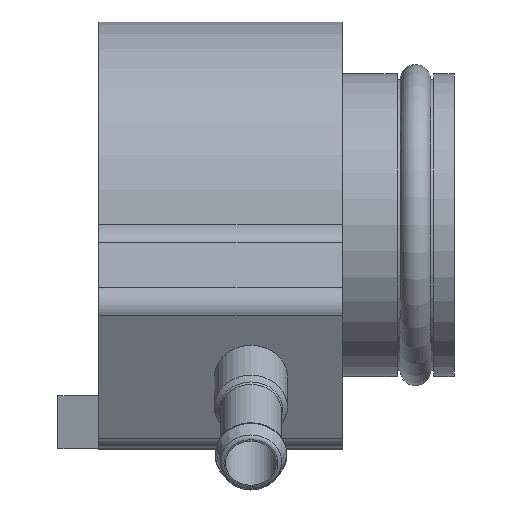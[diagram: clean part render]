
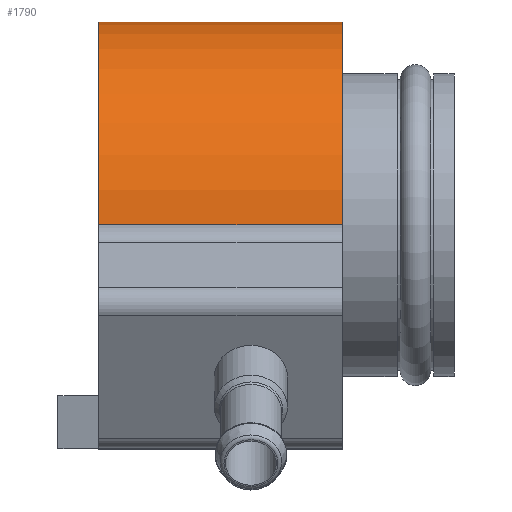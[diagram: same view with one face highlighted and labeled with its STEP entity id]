
A CAD part, top view. The second image highlights one B-rep face of the part: STEP entity #1790.
In plain terms, the highlighted cylindrical face has radius 10 mm (diameter 20 mm), a partial arc.
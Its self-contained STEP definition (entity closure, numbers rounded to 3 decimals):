
#120=LINE('',#2612,#218);
#121=LINE('',#2614,#219);
#218=VECTOR('',#2190,1000.);
#219=VECTOR('',#2193,1000.);
#481=ORIENTED_EDGE('',*,*,#627,.F.);
#482=ORIENTED_EDGE('',*,*,#709,.F.);
#483=ORIENTED_EDGE('',*,*,#663,.T.);
#484=ORIENTED_EDGE('',*,*,#710,.T.);
#627=EDGE_CURVE('',#786,#787,#881,.T.);
#663=EDGE_CURVE('',#820,#819,#893,.T.);
#709=EDGE_CURVE('',#820,#786,#120,.T.);
#710=EDGE_CURVE('',#819,#787,#121,.T.);
#786=VERTEX_POINT('',#2449);
#787=VERTEX_POINT('',#2451);
#819=VERTEX_POINT('',#2519);
#820=VERTEX_POINT('',#2521);
#881=CIRCLE('',#1852,10.);
#893=CIRCLE('',#1865,10.);
#973=EDGE_LOOP('',(#481,#482,#483,#484));
#1095=FACE_BOUND('',#973,.T.);
#1187=CYLINDRICAL_SURFACE('',#1902,10.);
#1790=ADVANCED_FACE('',(#1095),#1187,.T.);
#1852=AXIS2_PLACEMENT_3D('',#2450,#2028,#2029);
#1865=AXIS2_PLACEMENT_3D('',#2520,#2078,#2079);
#1902=AXIS2_PLACEMENT_3D('',#2613,#2191,#2192);
#2028=DIRECTION('',(1.,0.,0.));
#2029=DIRECTION('',(0.,0.,-1.));
#2078=DIRECTION('',(1.,0.,0.));
#2079=DIRECTION('',(0.,0.,-1.));
#2190=DIRECTION('',(1.,0.,0.));
#2191=DIRECTION('',(1.,0.,0.));
#2192=DIRECTION('',(0.,0.,-1.));
#2193=DIRECTION('',(1.,0.,0.));
#2449=CARTESIAN_POINT('',(0.,11.,-10.));
#2450=CARTESIAN_POINT('',(0.,11.,0.));
#2451=CARTESIAN_POINT('',(0.,11.,10.));
#2519=CARTESIAN_POINT('',(-12.,11.,10.));
#2520=CARTESIAN_POINT('',(-12.,11.,0.));
#2521=CARTESIAN_POINT('',(-12.,11.,-10.));
#2612=CARTESIAN_POINT('',(-12.,11.,-10.));
#2613=CARTESIAN_POINT('',(-12.,11.,0.));
#2614=CARTESIAN_POINT('',(-12.,11.,10.));
